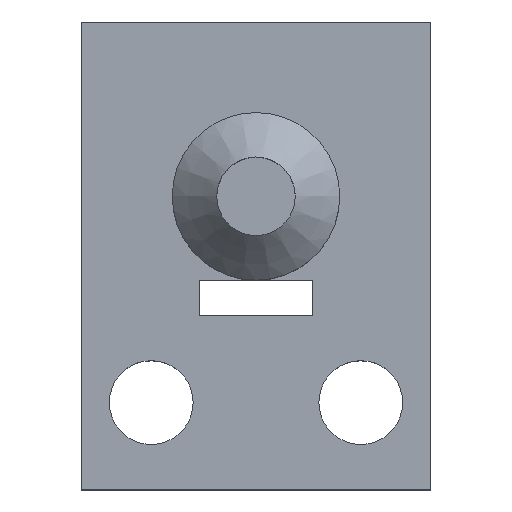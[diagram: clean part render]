
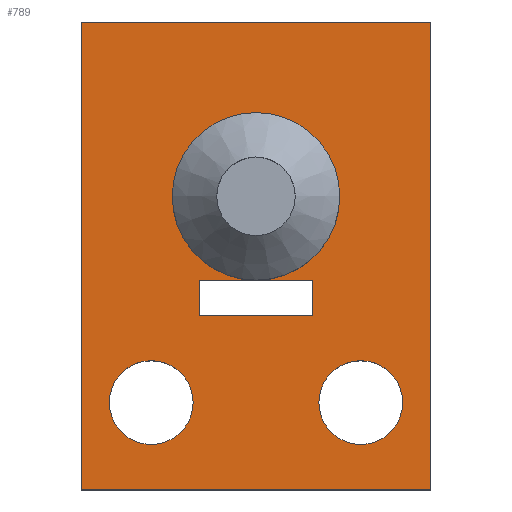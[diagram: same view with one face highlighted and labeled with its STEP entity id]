
A CAD part, top view. The second image highlights one B-rep face of the part: STEP entity #789.
In plain terms, the highlighted planar face has unit normal (0, 0, 1).
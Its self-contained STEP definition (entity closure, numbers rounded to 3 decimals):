
#15=FACE_BOUND('',#116,.T.);
#16=FACE_BOUND('',#117,.T.);
#17=FACE_BOUND('',#118,.T.);
#25=PLANE('',#852);
#71=FACE_OUTER_BOUND('',#115,.T.);
#115=EDGE_LOOP('',(#576,#577,#578,#579));
#116=EDGE_LOOP('',(#580));
#117=EDGE_LOOP('',(#581,#582,#583,#584,#585,#586,#587));
#118=EDGE_LOOP('',(#588));
#169=LINE('',#1127,#271);
#170=LINE('',#1129,#272);
#171=LINE('',#1131,#273);
#172=LINE('',#1132,#274);
#173=LINE('',#1136,#275);
#174=LINE('',#1138,#276);
#175=LINE('',#1140,#277);
#176=LINE('',#1142,#278);
#177=LINE('',#1143,#279);
#271=VECTOR('',#920,10.);
#272=VECTOR('',#921,10.);
#273=VECTOR('',#922,10.);
#274=VECTOR('',#923,10.);
#275=VECTOR('',#926,10.);
#276=VECTOR('',#927,10.);
#277=VECTOR('',#928,10.);
#278=VECTOR('',#929,10.);
#279=VECTOR('',#930,10.);
#372=CIRCLE('',#848,4.8);
#373=CIRCLE('',#849,4.8);
#375=CIRCLE('',#853,2.4);
#376=CIRCLE('',#854,2.4);
#381=VERTEX_POINT('',#1115);
#382=VERTEX_POINT('',#1117);
#384=VERTEX_POINT('',#1125);
#385=VERTEX_POINT('',#1126);
#386=VERTEX_POINT('',#1128);
#387=VERTEX_POINT('',#1130);
#388=VERTEX_POINT('',#1133);
#389=VERTEX_POINT('',#1135);
#390=VERTEX_POINT('',#1137);
#391=VERTEX_POINT('',#1139);
#392=VERTEX_POINT('',#1141);
#393=VERTEX_POINT('',#1144);
#456=EDGE_CURVE('',#382,#381,#372,.T.);
#457=EDGE_CURVE('',#381,#382,#373,.T.);
#460=EDGE_CURVE('',#384,#385,#169,.T.);
#461=EDGE_CURVE('',#385,#386,#170,.T.);
#462=EDGE_CURVE('',#386,#387,#171,.T.);
#463=EDGE_CURVE('',#387,#384,#172,.T.);
#464=EDGE_CURVE('',#388,#388,#375,.T.);
#465=EDGE_CURVE('',#389,#382,#173,.T.);
#466=EDGE_CURVE('',#382,#390,#174,.T.);
#467=EDGE_CURVE('',#390,#391,#175,.T.);
#468=EDGE_CURVE('',#391,#392,#176,.T.);
#469=EDGE_CURVE('',#392,#389,#177,.T.);
#470=EDGE_CURVE('',#393,#393,#376,.T.);
#576=ORIENTED_EDGE('',*,*,#460,.T.);
#577=ORIENTED_EDGE('',*,*,#461,.T.);
#578=ORIENTED_EDGE('',*,*,#462,.T.);
#579=ORIENTED_EDGE('',*,*,#463,.T.);
#580=ORIENTED_EDGE('',*,*,#464,.T.);
#581=ORIENTED_EDGE('',*,*,#465,.T.);
#582=ORIENTED_EDGE('',*,*,#456,.T.);
#583=ORIENTED_EDGE('',*,*,#457,.T.);
#584=ORIENTED_EDGE('',*,*,#466,.T.);
#585=ORIENTED_EDGE('',*,*,#467,.T.);
#586=ORIENTED_EDGE('',*,*,#468,.T.);
#587=ORIENTED_EDGE('',*,*,#469,.T.);
#588=ORIENTED_EDGE('',*,*,#470,.T.);
#789=ADVANCED_FACE('',(#71,#15,#16,#17),#25,.T.);
#848=AXIS2_PLACEMENT_3D('',#1118,#909,#910);
#849=AXIS2_PLACEMENT_3D('',#1119,#911,#912);
#852=AXIS2_PLACEMENT_3D('',#1124,#918,#919);
#853=AXIS2_PLACEMENT_3D('',#1134,#924,#925);
#854=AXIS2_PLACEMENT_3D('',#1145,#931,#932);
#909=DIRECTION('center_axis',(0.,0.,-1.));
#910=DIRECTION('ref_axis',(-1.,0.,0.));
#911=DIRECTION('center_axis',(0.,0.,-1.));
#912=DIRECTION('ref_axis',(-1.,0.,0.));
#918=DIRECTION('center_axis',(0.,0.,1.));
#919=DIRECTION('ref_axis',(1.,0.,0.));
#920=DIRECTION('',(1.,0.,0.));
#921=DIRECTION('',(0.,1.,0.));
#922=DIRECTION('',(-1.,0.,0.));
#923=DIRECTION('',(0.,-1.,0.));
#924=DIRECTION('center_axis',(0.,0.,-1.));
#925=DIRECTION('ref_axis',(1.,0.,0.));
#926=DIRECTION('',(1.,0.,0.));
#927=DIRECTION('',(1.,0.,0.));
#928=DIRECTION('',(0.,-1.,0.));
#929=DIRECTION('',(-1.,0.,0.));
#930=DIRECTION('',(0.,1.,0.));
#931=DIRECTION('center_axis',(0.,0.,-1.));
#932=DIRECTION('ref_axis',(1.,0.,0.));
#1115=CARTESIAN_POINT('',(4.8,0.,5.));
#1117=CARTESIAN_POINT('',(0.,-4.8,5.));
#1118=CARTESIAN_POINT('Origin',(0.,0.,5.));
#1119=CARTESIAN_POINT('Origin',(0.,0.,5.));
#1124=CARTESIAN_POINT('Origin',(0.,-3.4,5.));
#1125=CARTESIAN_POINT('',(-10.,-16.8,5.));
#1126=CARTESIAN_POINT('',(10.,-16.8,5.));
#1127=CARTESIAN_POINT('',(10.,-16.8,5.));
#1128=CARTESIAN_POINT('',(10.,10.,5.));
#1129=CARTESIAN_POINT('',(10.,-10.,5.));
#1130=CARTESIAN_POINT('',(-10.,10.,5.));
#1131=CARTESIAN_POINT('',(-10.,10.,5.));
#1132=CARTESIAN_POINT('',(-10.,-10.,5.));
#1133=CARTESIAN_POINT('',(3.6,-11.8,5.));
#1134=CARTESIAN_POINT('Origin',(6.,-11.8,5.));
#1135=CARTESIAN_POINT('',(-3.25,-4.8,5.));
#1136=CARTESIAN_POINT('',(-3.25,-4.8,5.));
#1137=CARTESIAN_POINT('',(3.25,-4.8,5.));
#1138=CARTESIAN_POINT('',(-3.25,-4.8,5.));
#1139=CARTESIAN_POINT('',(3.25,-6.8,5.));
#1140=CARTESIAN_POINT('',(3.25,-4.8,5.));
#1141=CARTESIAN_POINT('',(-3.25,-6.8,5.));
#1142=CARTESIAN_POINT('',(3.25,-6.8,5.));
#1143=CARTESIAN_POINT('',(-3.25,-6.8,5.));
#1144=CARTESIAN_POINT('',(-8.4,-11.8,5.));
#1145=CARTESIAN_POINT('Origin',(-6.,-11.8,5.));
